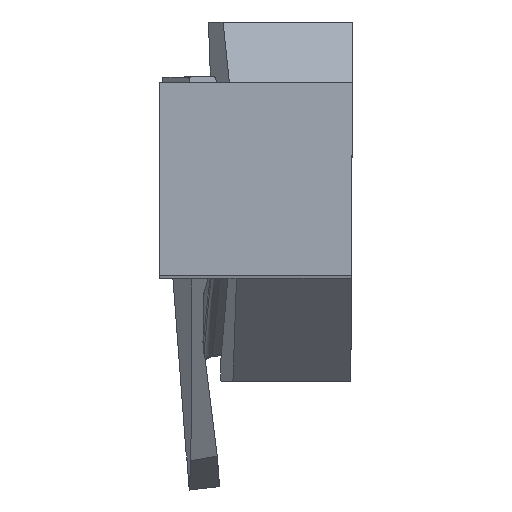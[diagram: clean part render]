
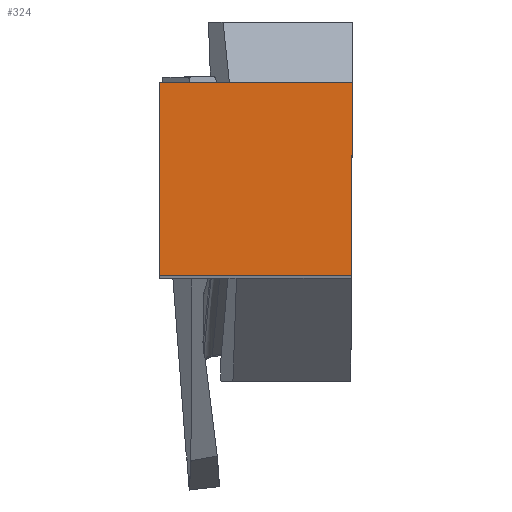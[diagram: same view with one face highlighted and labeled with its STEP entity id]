
A CAD part, top view. The second image highlights one B-rep face of the part: STEP entity #324.
In plain terms, the highlighted planar face has unit normal (0, 0, 1).
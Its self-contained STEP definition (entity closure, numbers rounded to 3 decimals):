
#324=ADVANCED_FACE('BLANK_BOXF006',(#505),#447,.T.);
#447=PLANE('',#2286);
#505=FACE_OUTER_BOUND('',#628,.T.);
#628=EDGE_LOOP('',(#798,#799,#800,#801));
#798=ORIENTED_EDGE('',*,*,#1607,.F.);
#799=ORIENTED_EDGE('',*,*,#1605,.T.);
#800=ORIENTED_EDGE('',*,*,#1608,.T.);
#801=ORIENTED_EDGE('',*,*,#1583,.F.);
#1388=VERTEX_POINT('',#3090);
#1389=VERTEX_POINT('',#3092);
#1402=VERTEX_POINT('',#3131);
#1403=VERTEX_POINT('',#3133);
#1583=EDGE_CURVE('',#1388,#1389,#1894,.T.);
#1605=EDGE_CURVE('',#1403,#1402,#1915,.T.);
#1607=EDGE_CURVE('',#1403,#1388,#1917,.T.);
#1608=EDGE_CURVE('',#1402,#1389,#1918,.T.);
#1894=LINE('',#3091,#2056);
#1915=LINE('',#3132,#2077);
#1917=LINE('',#3136,#2079);
#1918=LINE('',#3137,#2080);
#2056=VECTOR('',#2506,1.);
#2077=VECTOR('',#2539,1.);
#2079=VECTOR('',#2543,1.);
#2080=VECTOR('',#2544,1.);
#2286=AXIS2_PLACEMENT_3D('',#3138,#2545,#2546);
#2506=DIRECTION('',(-0.005,-1.,0.));
#2539=DIRECTION('',(0.,-1.,0.));
#2543=DIRECTION('',(1.,0.,0.));
#2544=DIRECTION('',(1.,0.,0.));
#2545=DIRECTION('',(0.,0.,1.));
#2546=DIRECTION('',(-1.,0.,0.));
#3090=CARTESIAN_POINT('',(0.,9.425,0.));
#3091=CARTESIAN_POINT('',(-0.076,-5.08,0.));
#3092=CARTESIAN_POINT('',(-0.049,0.,0.));
#3131=CARTESIAN_POINT('',(-9.425,0.,0.));
#3132=CARTESIAN_POINT('',(-9.425,12.525,0.));
#3133=CARTESIAN_POINT('',(-9.425,9.425,0.));
#3136=CARTESIAN_POINT('',(-19.05,9.425,0.));
#3137=CARTESIAN_POINT('',(-19.05,0.,0.));
#3138=CARTESIAN_POINT('',(-15.425,-5.,0.));
